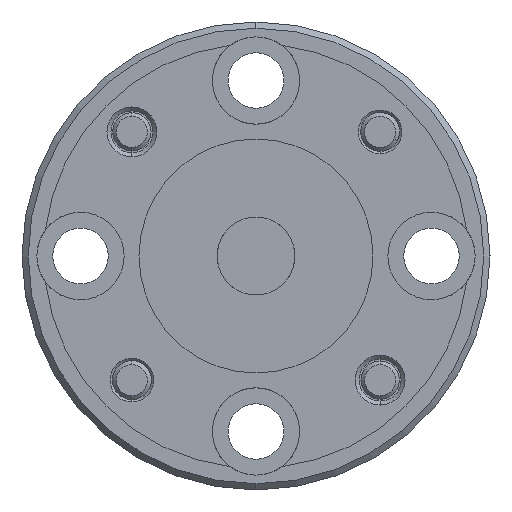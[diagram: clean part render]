
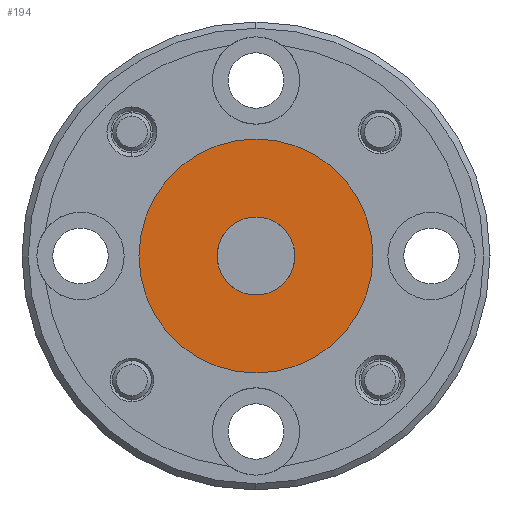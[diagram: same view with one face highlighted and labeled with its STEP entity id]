
A CAD part, left-side view. The second image highlights one B-rep face of the part: STEP entity #194.
In plain terms, the highlighted planar face has unit normal (-1, 0, 0).
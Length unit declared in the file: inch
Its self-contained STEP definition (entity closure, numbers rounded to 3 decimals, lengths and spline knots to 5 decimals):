
#25 = B_SPLINE_CURVE_WITH_KNOTS ( 'NONE', 3,
 ( #220, #1246, #3160, #150, #892, #4624, #869, #2352, #1322, #3447, #961, #171, #3901, #1636, #125, #1218, #2328, #3808 ),
 .UNSPECIFIED., .F., .F.,
 ( 4, 2, 2, 2, 2, 2, 2, 2, 4 ),
 ( 0., 0.125, 0.25, 0.375, 0.5, 0.625, 0.75, 0.875, 1. ),
 .UNSPECIFIED. ) ;
#67 = DIRECTION ( 'NONE',  ( 0., 0., 1. ) ) ;
#72 = B_SPLINE_CURVE_WITH_KNOTS ( 'NONE', 3,
 ( #1811, #4755, #4555, #131, #2704, #1252 ),
 .UNSPECIFIED., .F., .F.,
 ( 4, 2, 4 ),
 ( 0., 0.5, 1. ),
 .UNSPECIFIED. ) ;
#125 = CARTESIAN_POINT ( 'NONE',  ( -1.19976, 0.598, 1.03301 ) ) ;
#131 = CARTESIAN_POINT ( 'NONE',  ( -1.19976, 0.6326, 0.92624 ) ) ;
#150 = CARTESIAN_POINT ( 'NONE',  ( -1.19976, 0.598, 0.94447 ) ) ;
#163 = VERTEX_POINT ( 'NONE', #1886 ) ;
#171 = CARTESIAN_POINT ( 'NONE',  ( -1.19976, 0.58475, 1.0136 ) ) ;
#194 = ADVANCED_FACE ( 'NONE', ( #4064, #764 ), #2491, .T. ) ;
#220 = CARTESIAN_POINT ( 'NONE',  ( -1.19976, 0.61449, 0.93284 ) ) ;
#382 = ORIENTED_EDGE ( 'NONE', *, *, #4594, .F. ) ;
#397 = CARTESIAN_POINT ( 'NONE',  ( -1.19976, 0.65228, 1.05124 ) ) ;
#405 = B_SPLINE_CURVE_WITH_KNOTS ( 'NONE', 3,
 ( #1973, #4627, #4578, #603, #556, #1686, #1275, #3879, #3163, #1301, #4214, #3857, #939, #2023, #4238, #989, #1327, #1250 ),
 .UNSPECIFIED., .F., .F.,
 ( 4, 2, 2, 2, 2, 2, 2, 2, 4 ),
 ( 0., 0.125, 0.25, 0.375, 0.5, 0.625, 0.75, 0.875, 1. ),
 .UNSPECIFIED. ) ;
#407 = VERTEX_POINT ( 'NONE', #3213 ) ;
#456 = EDGE_CURVE ( 'NONE', #535, #163, #1420, .T. ) ;
#535 = VERTEX_POINT ( 'NONE', #4525 ) ;
#550 = EDGE_CURVE ( 'NONE', #407, #1525, #25, .T. ) ;
#556 = CARTESIAN_POINT ( 'NONE',  ( -1.19976, 0.69073, 1.02885 ) ) ;
#603 = CARTESIAN_POINT ( 'NONE',  ( -1.19976, 0.68688, 1.03301 ) ) ;
#703 = VERTEX_POINT ( 'NONE', #741 ) ;
#711 = CARTESIAN_POINT ( 'NONE',  ( -1.19976, 1.01744, 0.98874 ) ) ;
#715 = CARTESIAN_POINT ( 'NONE',  ( -1.19976, 0.62282, 1.04881 ) ) ;
#741 = CARTESIAN_POINT ( 'NONE',  ( -1.19976, 0.67039, 0.93284 ) ) ;
#763 = CARTESIAN_POINT ( 'NONE',  ( -1.19976, 0.61449, 1.04464 ) ) ;
#764 = FACE_OUTER_BOUND ( 'NONE', #1706, .T. ) ;
#869 = CARTESIAN_POINT ( 'NONE',  ( -1.19976, 0.58475, 0.96388 ) ) ;
#892 = CARTESIAN_POINT ( 'NONE',  ( -1.19976, 0.59415, 0.94863 ) ) ;
#939 = CARTESIAN_POINT ( 'NONE',  ( -1.19976, 0.69736, 0.95833 ) ) ;
#961 = CARTESIAN_POINT ( 'NONE',  ( -1.19976, 0.58096, 1.00161 ) ) ;
#989 = CARTESIAN_POINT ( 'NONE',  ( -1.19976, 0.67879, 0.93762 ) ) ;
#1042 = EDGE_CURVE ( 'NONE', #703, #407, #72, .T. ) ;
#1047 = CARTESIAN_POINT ( 'NONE',  ( -1.19976, 0.67039, 1.04464 ) ) ;
#1218 = CARTESIAN_POINT ( 'NONE',  ( -1.19976, 0.60609, 1.03986 ) ) ;
#1246 = CARTESIAN_POINT ( 'NONE',  ( -1.19976, 0.61032, 0.93492 ) ) ;
#1250 = CARTESIAN_POINT ( 'NONE',  ( -1.19976, 0.67039, 0.93284 ) ) ;
#1252 = CARTESIAN_POINT ( 'NONE',  ( -1.19976, 0.61449, 0.93284 ) ) ;
#1275 = CARTESIAN_POINT ( 'NONE',  ( -1.19976, 0.70013, 1.0136 ) ) ;
#1301 = CARTESIAN_POINT ( 'NONE',  ( -1.19976, 0.70494, 0.9823 ) ) ;
#1322 = CARTESIAN_POINT ( 'NONE',  ( -1.19976, 0.57994, 0.9823 ) ) ;
#1327 = CARTESIAN_POINT ( 'NONE',  ( -1.19976, 0.67456, 0.93492 ) ) ;
#1411 = CIRCLE ( 'NONE', #4103, 0.1875 ) ;
#1420 = CIRCLE ( 'NONE', #4496, 0.1875 ) ;
#1525 = VERTEX_POINT ( 'NONE', #4068 ) ;
#1636 = CARTESIAN_POINT ( 'NONE',  ( -1.19976, 0.59415, 1.02885 ) ) ;
#1637 = AXIS2_PLACEMENT_3D ( 'NONE', #711, #2172, #2930 ) ;
#1686 = CARTESIAN_POINT ( 'NONE',  ( -1.19976, 0.69736, 1.01915 ) ) ;
#1706 = EDGE_LOOP ( 'NONE', ( #2627, #1838 ) ) ;
#1811 = CARTESIAN_POINT ( 'NONE',  ( -1.19976, 0.67039, 0.93284 ) ) ;
#1838 = ORIENTED_EDGE ( 'NONE', *, *, #456, .T. ) ;
#1874 = CARTESIAN_POINT ( 'NONE',  ( -1.19976, 0.64244, 0.98874 ) ) ;
#1886 = CARTESIAN_POINT ( 'NONE',  ( -1.19976, 0.64244, 1.17624 ) ) ;
#1943 = VERTEX_POINT ( 'NONE', #3992 ) ;
#1973 = CARTESIAN_POINT ( 'NONE',  ( -1.19976, 0.67039, 1.04464 ) ) ;
#2023 = CARTESIAN_POINT ( 'NONE',  ( -1.19976, 0.69073, 0.94863 ) ) ;
#2172 = DIRECTION ( 'NONE',  ( -1., 0., 0. ) ) ;
#2223 = CARTESIAN_POINT ( 'NONE',  ( -1.19976, 0.6326, 1.05124 ) ) ;
#2328 = CARTESIAN_POINT ( 'NONE',  ( -1.19976, 0.61032, 1.04256 ) ) ;
#2352 = CARTESIAN_POINT ( 'NONE',  ( -1.19976, 0.58096, 0.97587 ) ) ;
#2491 = PLANE ( 'NONE',  #1637 ) ;
#2627 = ORIENTED_EDGE ( 'NONE', *, *, #4094, .T. ) ;
#2704 = CARTESIAN_POINT ( 'NONE',  ( -1.19976, 0.62282, 0.92867 ) ) ;
#2759 = B_SPLINE_CURVE_WITH_KNOTS ( 'NONE', 3,
 ( #763, #715, #2223, #397, #4357, #1047 ),
 .UNSPECIFIED., .F., .F.,
 ( 4, 2, 4 ),
 ( 0., 0.5, 1. ),
 .UNSPECIFIED. ) ;
#2930 = DIRECTION ( 'NONE',  ( 0., 0., 1. ) ) ;
#3051 = CARTESIAN_POINT ( 'NONE',  ( -1.19976, 0.64244, 0.98874 ) ) ;
#3160 = CARTESIAN_POINT ( 'NONE',  ( -1.19976, 0.60609, 0.93762 ) ) ;
#3163 = CARTESIAN_POINT ( 'NONE',  ( -1.19976, 0.70494, 0.99518 ) ) ;
#3213 = CARTESIAN_POINT ( 'NONE',  ( -1.19976, 0.61449, 0.93284 ) ) ;
#3379 = DIRECTION ( 'NONE',  ( -1., 0., 0. ) ) ;
#3447 = CARTESIAN_POINT ( 'NONE',  ( -1.19976, 0.57994, 0.99518 ) ) ;
#3808 = CARTESIAN_POINT ( 'NONE',  ( -1.19976, 0.61449, 1.04464 ) ) ;
#3831 = EDGE_LOOP ( 'NONE', ( #3923, #382, #3843, #4668 ) ) ;
#3843 = ORIENTED_EDGE ( 'NONE', *, *, #4011, .F. ) ;
#3857 = CARTESIAN_POINT ( 'NONE',  ( -1.19976, 0.70013, 0.96388 ) ) ;
#3879 = CARTESIAN_POINT ( 'NONE',  ( -1.19976, 0.70392, 1.00161 ) ) ;
#3901 = CARTESIAN_POINT ( 'NONE',  ( -1.19976, 0.58752, 1.01915 ) ) ;
#3923 = ORIENTED_EDGE ( 'NONE', *, *, #1042, .F. ) ;
#3992 = CARTESIAN_POINT ( 'NONE',  ( -1.19976, 0.67039, 1.04464 ) ) ;
#4011 = EDGE_CURVE ( 'NONE', #1525, #1943, #2759, .T. ) ;
#4064 = FACE_BOUND ( 'NONE', #3831, .T. ) ;
#4068 = CARTESIAN_POINT ( 'NONE',  ( -1.19976, 0.61449, 1.04464 ) ) ;
#4073 = DIRECTION ( 'NONE',  ( 0., 0., 1. ) ) ;
#4094 = EDGE_CURVE ( 'NONE', #163, #535, #1411, .T. ) ;
#4103 = AXIS2_PLACEMENT_3D ( 'NONE', #3051, #4149, #67 ) ;
#4149 = DIRECTION ( 'NONE',  ( -1., 0., 0. ) ) ;
#4214 = CARTESIAN_POINT ( 'NONE',  ( -1.19976, 0.70392, 0.97587 ) ) ;
#4238 = CARTESIAN_POINT ( 'NONE',  ( -1.19976, 0.68688, 0.94447 ) ) ;
#4357 = CARTESIAN_POINT ( 'NONE',  ( -1.19976, 0.66206, 1.04881 ) ) ;
#4496 = AXIS2_PLACEMENT_3D ( 'NONE', #1874, #3379, #4073 ) ;
#4525 = CARTESIAN_POINT ( 'NONE',  ( -1.19976, 0.64244, 0.80124 ) ) ;
#4555 = CARTESIAN_POINT ( 'NONE',  ( -1.19976, 0.65228, 0.92624 ) ) ;
#4578 = CARTESIAN_POINT ( 'NONE',  ( -1.19976, 0.67879, 1.03986 ) ) ;
#4594 = EDGE_CURVE ( 'NONE', #1943, #703, #405, .T. ) ;
#4624 = CARTESIAN_POINT ( 'NONE',  ( -1.19976, 0.58752, 0.95833 ) ) ;
#4627 = CARTESIAN_POINT ( 'NONE',  ( -1.19976, 0.67456, 1.04256 ) ) ;
#4668 = ORIENTED_EDGE ( 'NONE', *, *, #550, .F. ) ;
#4755 = CARTESIAN_POINT ( 'NONE',  ( -1.19976, 0.66206, 0.92867 ) ) ;
